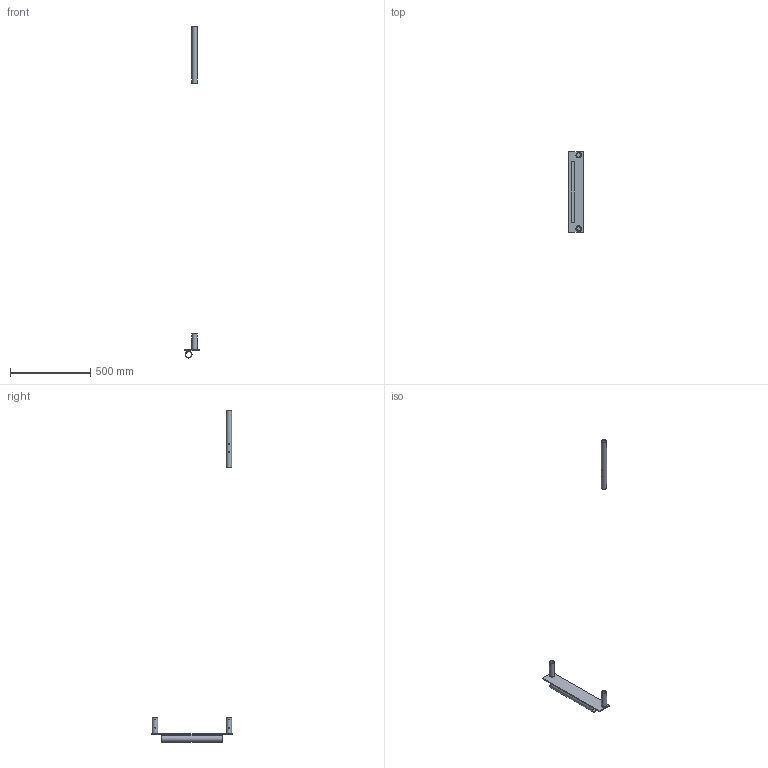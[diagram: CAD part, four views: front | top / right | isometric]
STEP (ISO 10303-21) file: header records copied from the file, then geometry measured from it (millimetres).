
FILE_DESCRIPTION(/* description */ (''),/* implementation_level */ '2;1');
FILE_NAME(/* name */ 'FE-00023_ASM_3_ASM.stp',/* time_stamp */ '2017-01-08T11:55:47-05:00',/* author */ ('jeff1'),/* organization */ (''),/* preprocessor_version */ 'ST-DEVELOPER v16.5',/* originating_system */ 'Autodesk Inventor 2017',/* authorisation */ '');
FILE_SCHEMA (('AUTOMOTIVE_DESIGN { 1 0 10303 214 3 1 1 }'));
Length unit declared in the file: inch
Products named in the file (7): FE-00023_ASM_3_ASM; FE-00018_ASM_1_ASM; FE-00018-03_1; FE-00018-02_1; FE-00018-01_1; FE-00018-04_1; FE-00026_1
Assembly tree (7 placements, depth 3):
  FE-00023_ASM_3_ASM
    FE-00018_ASM_1_ASM
      FE-00018-03_1
      FE-00018-02_1  x2
      FE-00018-01_1
      FE-00018-04_1
    FE-00026_1
Bounding box: 88.9 x 501.65 x 2063.85 mm (x, y, z)
Volume: 639073.7 mm3; surface area: 312088.6 mm2
Topology: 6 solids, 6 shells, 40 faces, 117 edges, 77 vertices
Faces by surface type: plane 20, cylinder 20
Full cylindrical faces by diameter (mm): 4.851 x12, 26.645 x3, 33.401 x3, 35.052 x1, 42.164 x1
Entity records: 1512 total; most frequent: CARTESIAN_POINT 670, DIRECTION 140, ORIENTED_EDGE 104, EDGE_LOOP 68, AXIS2_PLACEMENT_3D 58, EDGE_CURVE 52, VERTEX_POINT 44, FACE_BOUND 36
